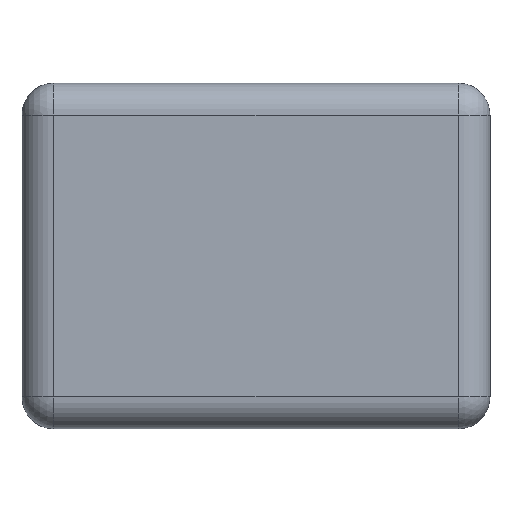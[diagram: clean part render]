
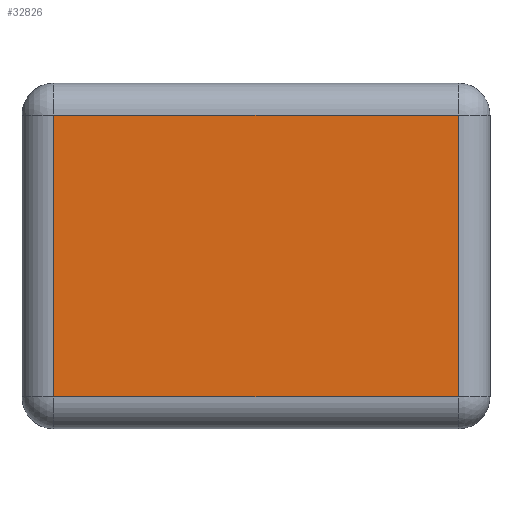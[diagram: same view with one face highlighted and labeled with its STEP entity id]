
A CAD part, front view. The second image highlights one B-rep face of the part: STEP entity #32826.
In plain terms, the highlighted planar face has unit normal (0, -1, 0).
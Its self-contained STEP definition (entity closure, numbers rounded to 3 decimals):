
#3463 = CARTESIAN_POINT ( 'NONE',  ( 0., -285.014, 353.21 ) ) ;
#4660 = ORIENTED_EDGE ( 'NONE', *, *, #63069, .T. ) ;
#8005 = VERTEX_POINT ( 'NONE', #27502 ) ;
#8246 = ORIENTED_EDGE ( 'NONE', *, *, #38172, .T. ) ;
#9019 = CARTESIAN_POINT ( 'NONE',  ( 0., -285.014, 0. ) ) ;
#12232 = EDGE_CURVE ( 'NONE', #8005, #49099, #18063, .T. ) ;
#13039 = LINE ( 'NONE', #3463, #64369 ) ;
#14349 = VECTOR ( 'NONE', #23151, 1000. ) ;
#15879 = VERTEX_POINT ( 'NONE', #53863 ) ;
#16394 = AXIS2_PLACEMENT_3D ( 'NONE', #9019, #66121, #66463 ) ;
#18063 = LINE ( 'NONE', #55699, #36459 ) ;
#19927 = PLANE ( 'NONE',  #16394 ) ;
#22941 = ORIENTED_EDGE ( 'NONE', *, *, #12232, .T. ) ;
#23151 = DIRECTION ( 'NONE',  ( 0., 0., 1. ) ) ;
#27502 = CARTESIAN_POINT ( 'NONE',  ( -506.33, -285.014, 353.21 ) ) ;
#28358 = CARTESIAN_POINT ( 'NONE',  ( 506.33, -285.014, -353.21 ) ) ;
#31138 = DIRECTION ( 'NONE',  ( 1., 0., 0. ) ) ;
#32339 = ORIENTED_EDGE ( 'NONE', *, *, #66530, .T. ) ;
#32826 = ADVANCED_FACE ( 'NONE', ( #45594 ), #19927, .T. ) ;
#33756 = EDGE_LOOP ( 'NONE', ( #22941, #4660, #32339, #8246 ) ) ;
#36459 = VECTOR ( 'NONE', #59800, 1000. ) ;
#38172 = EDGE_CURVE ( 'NONE', #15879, #8005, #13039, .T. ) ;
#39219 = LINE ( 'NONE', #49167, #14349 ) ;
#41066 = LINE ( 'NONE', #52022, #43701 ) ;
#43701 = VECTOR ( 'NONE', #31138, 1000. ) ;
#45493 = VERTEX_POINT ( 'NONE', #28358 ) ;
#45594 = FACE_OUTER_BOUND ( 'NONE', #33756, .T. ) ;
#45966 = CARTESIAN_POINT ( 'NONE',  ( -506.33, -285.014, -353.21 ) ) ;
#49099 = VERTEX_POINT ( 'NONE', #45966 ) ;
#49167 = CARTESIAN_POINT ( 'NONE',  ( 506.33, -285.014, 0. ) ) ;
#52022 = CARTESIAN_POINT ( 'NONE',  ( 0., -285.014, -353.21 ) ) ;
#53863 = CARTESIAN_POINT ( 'NONE',  ( 506.33, -285.014, 353.21 ) ) ;
#54771 = DIRECTION ( 'NONE',  ( -1., 0., 0. ) ) ;
#55699 = CARTESIAN_POINT ( 'NONE',  ( -506.33, -285.014, 0. ) ) ;
#59800 = DIRECTION ( 'NONE',  ( 0., 0., -1. ) ) ;
#63069 = EDGE_CURVE ( 'NONE', #49099, #45493, #41066, .T. ) ;
#64369 = VECTOR ( 'NONE', #54771, 1000. ) ;
#66121 = DIRECTION ( 'NONE',  ( 0., -1., 0. ) ) ;
#66463 = DIRECTION ( 'NONE',  ( 0., 0., -1. ) ) ;
#66530 = EDGE_CURVE ( 'NONE', #45493, #15879, #39219, .T. ) ;
